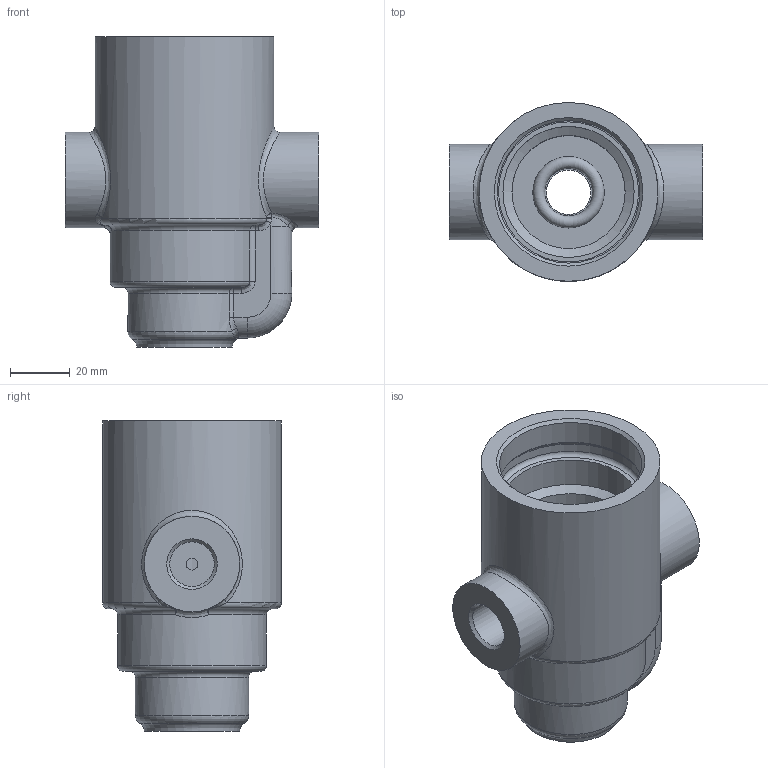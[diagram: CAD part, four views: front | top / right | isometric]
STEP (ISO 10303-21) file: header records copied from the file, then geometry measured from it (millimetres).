
FILE_DESCRIPTION(/* description */ (''),/* implementation_level */ '2;1');
FILE_NAME(/* name */ 'Part 096.stp',/* time_stamp */ '2015-03-02T11:12:26+02:00',/* author */ ('SFC'),/* organization */ (''),/* preprocessor_version */ 'ST-DEVELOPER v15.2',/* originating_system */ 'Autodesk Inventor 2014',/* authorisation */ '');
FILE_SCHEMA (('AUTOMOTIVE_DESIGN { 1 0 10303 214 3 1 1 }'));
Length unit declared in the file: millimetre
Products named in the file (1): Part 096
Bounding box: 85 x 60 x 104 mm (x, y, z)
Volume: 150843 mm3; surface area: 41348.7 mm2
Topology: 1 solids, 1 shells, 140 faces, 321 edges, 184 vertices
Faces by surface type: cylinder 52, torus 28, plane 27, bspline 19, sphere 8, cone 6
Full cylindrical faces by diameter (mm): 4 x1, 11.445 x1, 14.95 x3, 16 x1, 17 x2, 32 x2, 38 x2, 42 x1, 44 x1, 47.835 x1, 50 x1, 60 x1
Entity records: 4505 total; most frequent: CARTESIAN_POINT 1521, DIRECTION 636, ORIENTED_EDGE 558, AXIS2_PLACEMENT_3D 282, EDGE_CURVE 279, EDGE_LOOP 181, VERTEX_POINT 174, CIRCLE 160
